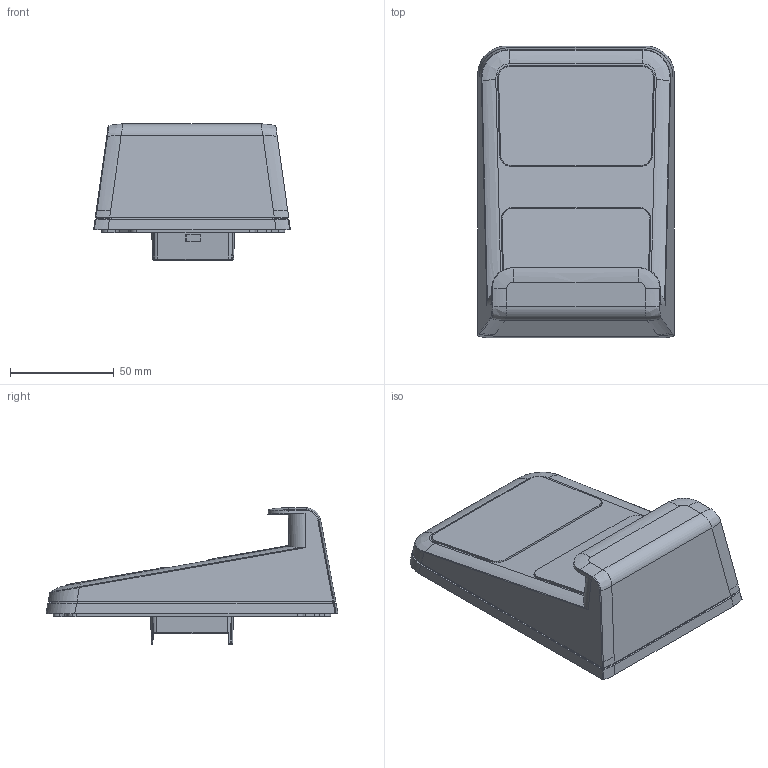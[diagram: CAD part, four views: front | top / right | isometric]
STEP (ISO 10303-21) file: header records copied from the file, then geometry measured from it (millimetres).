
FILE_DESCRIPTION(('CATIA V5 STEP Exchange'),'2;1');
FILE_NAME('077699.stp','2021-10-07T13:30:48+00:00',('none'),('none'),'CATIA Version 5 Release 20 GA (IN-10)','CATIA V5 STEP AP203','none');
FILE_SCHEMA(('CONFIG_CONTROL_DESIGN'));
Length unit declared in the file: millimetre
Products named in the file (1): T002610_A _AllCATPart
Bounding box: 95 x 141 x 65.75 mm (x, y, z)
Volume: 146256.7 mm3; surface area: 98657.9 mm2
Topology: 1 solids, 1 shells, 844 faces, 2406 edges, 1549 vertices
Faces by surface type: plane 357, cylinder 199, bspline 117, cone 115, extrusion 26, sphere 23, torus 7
Entity records: 38302 total; most frequent: CARTESIAN_POINT 18669, ORIENTED_EDGE 4766, DIRECTION 2864, EDGE_CURVE 2383, VERTEX_POINT 1549, VECTOR 1256, LINE 1230, AXIS2_PLACEMENT_3D 982
